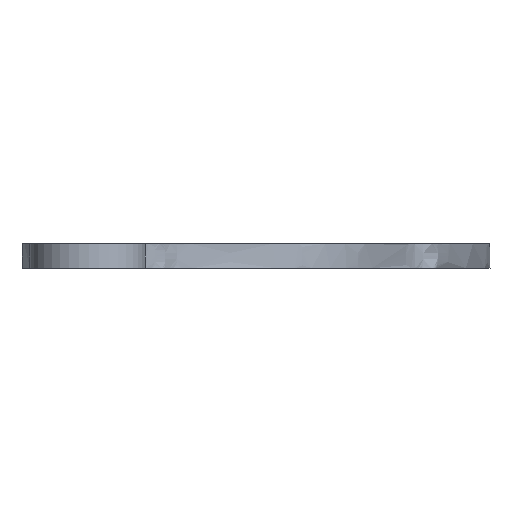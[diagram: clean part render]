
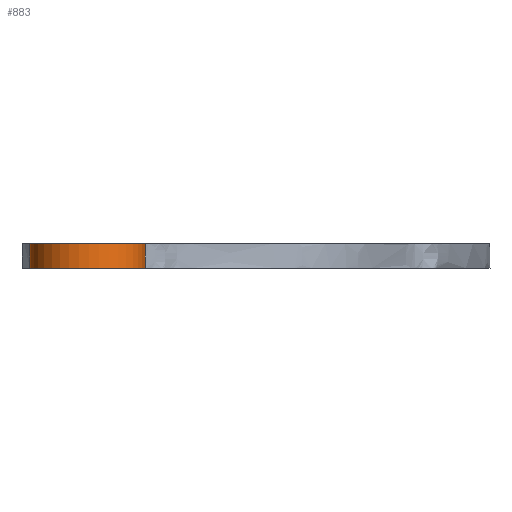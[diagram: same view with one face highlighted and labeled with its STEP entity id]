
A CAD part, left-side view. The second image highlights one B-rep face of the part: STEP entity #883.
In plain terms, the highlighted cylindrical face has radius 15 mm (diameter 30 mm), a partial arc.
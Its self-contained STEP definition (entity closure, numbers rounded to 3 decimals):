
#18=CYLINDRICAL_SURFACE('',#946,15.);
#92=FACE_OUTER_BOUND('',#154,.T.);
#154=EDGE_LOOP('',(#774,#775,#776,#777));
#290=CIRCLE('',#914,15.);
#302=CIRCLE('',#930,15.);
#347=B_SPLINE_CURVE_WITH_KNOTS('',3,(#2369,#2370,#2371,#2372),
 .UNSPECIFIED.,.F.,.F.,(4,4),(-0.63,0.),
 .UNSPECIFIED.);
#349=B_SPLINE_CURVE_WITH_KNOTS('',3,(#2393,#2394,#2395,#2396),
 .UNSPECIFIED.,.F.,.F.,(4,4),(0.,0.63),
 .UNSPECIFIED.);
#356=VERTEX_POINT('',#1152);
#357=VERTEX_POINT('',#1157);
#424=VERTEX_POINT('',#2118);
#425=VERTEX_POINT('',#2123);
#444=EDGE_CURVE('',#356,#357,#290,.T.);
#519=EDGE_CURVE('',#424,#425,#302,.T.);
#544=EDGE_CURVE('',#357,#424,#347,.T.);
#546=EDGE_CURVE('',#425,#356,#349,.T.);
#774=ORIENTED_EDGE('',*,*,#544,.F.);
#775=ORIENTED_EDGE('',*,*,#444,.F.);
#776=ORIENTED_EDGE('',*,*,#546,.F.);
#777=ORIENTED_EDGE('',*,*,#519,.F.);
#883=ADVANCED_FACE('',(#92),#18,.T.);
#914=AXIS2_PLACEMENT_3D('',#1158,#962,#963);
#930=AXIS2_PLACEMENT_3D('',#2124,#1018,#1019);
#946=AXIS2_PLACEMENT_3D('',#2740,#1070,#1071);
#962=DIRECTION('center_axis',(0.,0.,-1.));
#963=DIRECTION('ref_axis',(1.,0.,0.));
#1018=DIRECTION('center_axis',(0.,0.,1.));
#1019=DIRECTION('ref_axis',(1.,0.,0.));
#1070=DIRECTION('center_axis',(0.,0.,-1.));
#1071=DIRECTION('ref_axis',(-0.973,0.232,0.));
#1152=CARTESIAN_POINT('',(30.402,103.605,0.));
#1157=CARTESIAN_POINT('',(37.123,131.801,0.));
#1158=CARTESIAN_POINT('Origin',(30.,118.6,0.));
#2118=CARTESIAN_POINT('',(37.123,131.801,6.3));
#2123=CARTESIAN_POINT('',(30.402,103.605,6.3));
#2124=CARTESIAN_POINT('Origin',(30.,118.6,6.3));
#2369=CARTESIAN_POINT('Ctrl Pts',(37.123,131.801,0.));
#2370=CARTESIAN_POINT('Ctrl Pts',(37.123,131.801,2.1));
#2371=CARTESIAN_POINT('Ctrl Pts',(37.123,131.801,4.2));
#2372=CARTESIAN_POINT('Ctrl Pts',(37.123,131.801,6.3));
#2393=CARTESIAN_POINT('Ctrl Pts',(30.402,103.605,6.3));
#2394=CARTESIAN_POINT('Ctrl Pts',(30.402,103.605,4.2));
#2395=CARTESIAN_POINT('Ctrl Pts',(30.402,103.605,2.1));
#2396=CARTESIAN_POINT('Ctrl Pts',(30.402,103.605,0.));
#2740=CARTESIAN_POINT('Origin',(30.,118.6,6.3));
